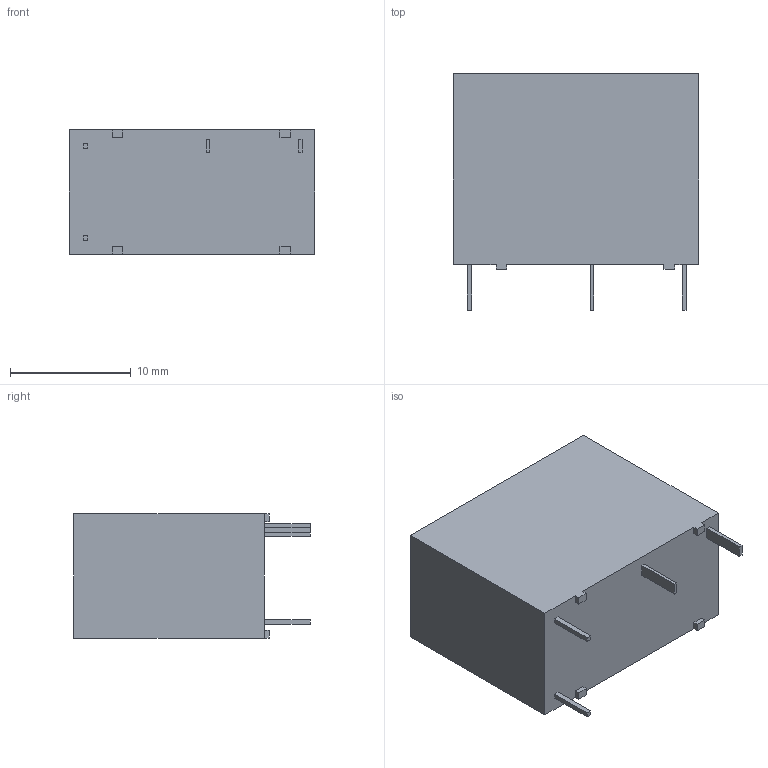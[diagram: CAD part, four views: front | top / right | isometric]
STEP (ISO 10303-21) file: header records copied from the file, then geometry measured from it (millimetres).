
FILE_DESCRIPTION(('STEP AP242'),'1');
FILE_NAME('g5q-1a-el-ha-vh.stp','2019-07-22T10:14:54',('TraceParts'),('TraceParts S.A.'),'Spatial InterOp 3D',' ',' ');
FILE_SCHEMA(('AP242_MANAGED_MODEL_BASED_3D_ENGINEERING_MIM_LF {1 0 10303 442 1 1 4}'));
Length unit declared in the file: millimetre
Products named in the file (1): g5q-1a-el-ha-vh
Bounding box: 20.3 x 19.6 x 10.3 mm (x, y, z)
Volume: 3300.5 mm3; surface area: 1436.5 mm2
Topology: 1 solids, 1 shells, 59 faces, 144 edges, 96 vertices
Faces by surface type: plane 51, cylinder 8
Entity records: 2211 total; most frequent: CARTESIAN_POINT 300, ORIENTED_EDGE 288, DIRECTION 280, EDGE_CURVE 144, LINE 128, VECTOR 128, VERTEX_POINT 96, AXIS2_PLACEMENT_3D 76
